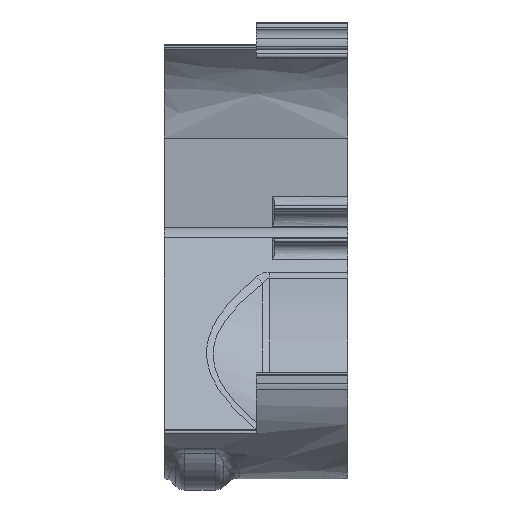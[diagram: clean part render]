
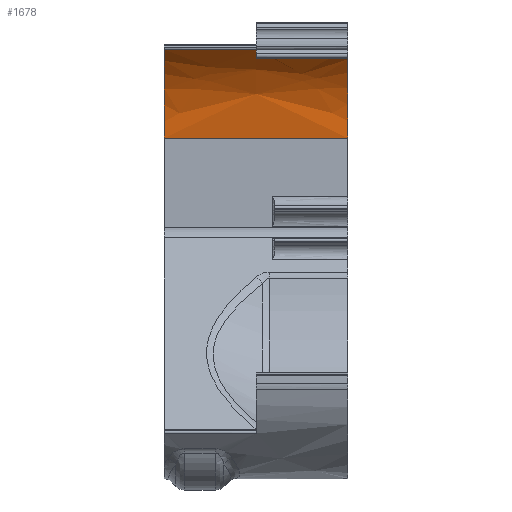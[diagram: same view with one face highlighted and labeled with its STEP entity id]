
A CAD part, left-side view. The second image highlights one B-rep face of the part: STEP entity #1678.
In plain terms, the highlighted free-form (B-spline) face has degree [2, 1] with [3, 2] control points.
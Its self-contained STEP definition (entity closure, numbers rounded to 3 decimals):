
#218 = VERTEX_POINT('',#219);
#219 = CARTESIAN_POINT('',(73.955,68.659,
    33.458));
#224 = EDGE_CURVE('',#225,#218,#227,.T.);
#225 = VERTEX_POINT('',#226);
#226 = CARTESIAN_POINT('',(60.311,68.659,61.827
    ));
#227 = ( BOUNDED_CURVE() B_SPLINE_CURVE(2,(#228,#229,#230),
.UNSPECIFIED.,.F.,.F.) B_SPLINE_CURVE_WITH_KNOTS((3,3),(0.674,
1.571),.PIECEWISE_BEZIER_KNOTS.) CURVE() 
GEOMETRIC_REPRESENTATION_ITEM() RATIONAL_B_SPLINE_CURVE((1.,
0.901,1.)) REPRESENTATION_ITEM('') );
#228 = CARTESIAN_POINT('',(60.311,68.659,61.827
    ));
#229 = CARTESIAN_POINT('',(73.955,68.659,
    50.923));
#230 = CARTESIAN_POINT('',(73.955,68.659,
    33.458));
#1678 = ADVANCED_FACE('',(#1679),#1717,.F.);
#1679 = FACE_BOUND('',#1680,.F.);
#1680 = EDGE_LOOP('',(#1681,#1690,#1698,#1703,#1704,#1711));
#1681 = ORIENTED_EDGE('',*,*,#1682,.F.);
#1682 = EDGE_CURVE('',#1683,#1685,#1687,.T.);
#1683 = VERTEX_POINT('',#1684);
#1684 = CARTESIAN_POINT('',(59.699,9.817,
    62.305));
#1685 = VERTEX_POINT('',#1686);
#1686 = CARTESIAN_POINT('',(59.699,39.112,
    62.305));
#1687 = B_SPLINE_CURVE_WITH_KNOTS('',1,(#1688,#1689),.UNSPECIFIED.,.F.,
  .F.,(2,2),(0.,23.686),.PIECEWISE_BEZIER_KNOTS.);
#1688 = CARTESIAN_POINT('',(59.699,9.817,
    62.305));
#1689 = CARTESIAN_POINT('',(59.699,39.112,
    62.305));
#1690 = ORIENTED_EDGE('',*,*,#1691,.T.);
#1691 = EDGE_CURVE('',#1683,#1692,#1694,.T.);
#1692 = VERTEX_POINT('',#1693);
#1693 = CARTESIAN_POINT('',(73.955,9.817,
    33.458));
#1694 = ( BOUNDED_CURVE() B_SPLINE_CURVE(2,(#1695,#1696,#1697),
.UNSPECIFIED.,.F.,.F.) B_SPLINE_CURVE_WITH_KNOTS((3,3),(5.365,
6.283),.PIECEWISE_BEZIER_KNOTS.) CURVE() 
GEOMETRIC_REPRESENTATION_ITEM() RATIONAL_B_SPLINE_CURVE((1.,
0.897,1.)) REPRESENTATION_ITEM('') );
#1695 = CARTESIAN_POINT('',(59.699,9.817,
    62.305));
#1696 = CARTESIAN_POINT('',(73.955,9.817,
    51.404));
#1697 = CARTESIAN_POINT('',(73.955,9.817,
    33.458));
#1698 = ORIENTED_EDGE('',*,*,#1699,.T.);
#1699 = EDGE_CURVE('',#1692,#218,#1700,.T.);
#1700 = B_SPLINE_CURVE_WITH_KNOTS('',1,(#1701,#1702),.UNSPECIFIED.,.F.,
  .F.,(2,2),(0.,47.574),.PIECEWISE_BEZIER_KNOTS.);
#1701 = CARTESIAN_POINT('',(73.955,9.817,
    33.458));
#1702 = CARTESIAN_POINT('',(73.955,68.659,
    33.458));
#1703 = ORIENTED_EDGE('',*,*,#224,.F.);
#1704 = ORIENTED_EDGE('',*,*,#1705,.F.);
#1705 = EDGE_CURVE('',#1706,#225,#1708,.T.);
#1706 = VERTEX_POINT('',#1707);
#1707 = CARTESIAN_POINT('',(60.311,39.112,
    61.827));
#1708 = B_SPLINE_CURVE_WITH_KNOTS('',1,(#1709,#1710),.UNSPECIFIED.,.F.,
  .F.,(2,2),(23.686,47.574),.PIECEWISE_BEZIER_KNOTS.);
#1709 = CARTESIAN_POINT('',(60.311,39.112,
    61.827));
#1710 = CARTESIAN_POINT('',(60.311,68.659,
    61.827));
#1711 = ORIENTED_EDGE('',*,*,#1712,.T.);
#1712 = EDGE_CURVE('',#1706,#1685,#1713,.T.);
#1713 = ( BOUNDED_CURVE() B_SPLINE_CURVE(2,(#1714,#1715,#1716),
.UNSPECIFIED.,.F.,.F.) B_SPLINE_CURVE_WITH_KNOTS((3,3),(2.467,
2.489),.PIECEWISE_BEZIER_KNOTS.) CURVE() 
GEOMETRIC_REPRESENTATION_ITEM() RATIONAL_B_SPLINE_CURVE((1.,
1.,1.)) REPRESENTATION_ITEM('') );
#1714 = CARTESIAN_POINT('',(60.311,39.112,
    61.827));
#1715 = CARTESIAN_POINT('',(60.008,39.112,
    62.069));
#1716 = CARTESIAN_POINT('',(59.699,39.112,
    62.305));
#1717 = ( BOUNDED_SURFACE() B_SPLINE_SURFACE(2,1,(
    (#1718,#1719)
    ,(#1720,#1721)
    ,(#1722,#1723
)),.UNSPECIFIED.,.F.,.F.,.F.) B_SPLINE_SURFACE_WITH_KNOTS((3,3),(2,2),(
    2.224,3.142),(0.,47.574),
.PIECEWISE_BEZIER_KNOTS.) GEOMETRIC_REPRESENTATION_ITEM() 
RATIONAL_B_SPLINE_SURFACE((
    (1.,1.)
    ,(0.897,0.897)
,(1.,1.))) REPRESENTATION_ITEM('') SURFACE() );
#1718 = CARTESIAN_POINT('',(59.699,9.817,
    62.305));
#1719 = CARTESIAN_POINT('',(59.699,68.659,
    62.305));
#1720 = CARTESIAN_POINT('',(73.955,9.817,
    51.404));
#1721 = CARTESIAN_POINT('',(73.955,68.659,
    51.404));
#1722 = CARTESIAN_POINT('',(73.955,9.817,
    33.458));
#1723 = CARTESIAN_POINT('',(73.955,68.659,
    33.458));
